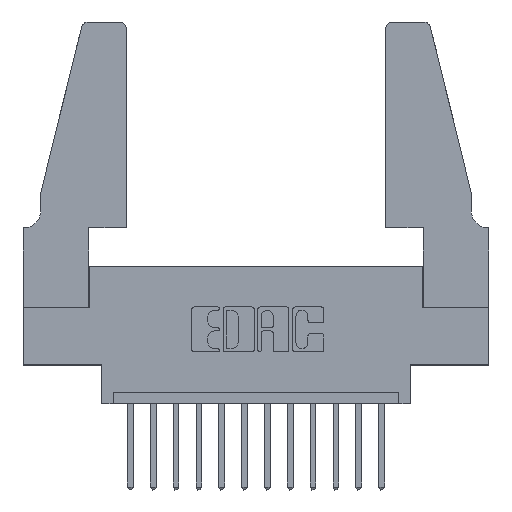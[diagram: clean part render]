
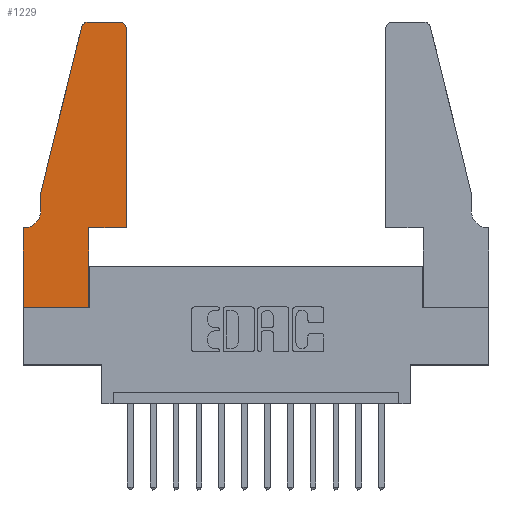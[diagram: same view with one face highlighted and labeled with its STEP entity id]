
A CAD part, top view. The second image highlights one B-rep face of the part: STEP entity #1229.
In plain terms, the highlighted planar face has unit normal (0, 0, 1).
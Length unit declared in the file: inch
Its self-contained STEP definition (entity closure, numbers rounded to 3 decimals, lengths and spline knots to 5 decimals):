
#310 = CARTESIAN_POINT ( 'NONE',  ( 0.0755, 0.5, 0.37 ) ) ;
#402 = EDGE_CURVE ( 'NONE', #14248, #7743, #9794, .T. ) ;
#546 = CARTESIAN_POINT ( 'NONE',  ( 0., 0., 0.37 ) ) ;
#550 = VECTOR ( 'NONE', #13825, 39.37008 ) ;
#587 = CARTESIAN_POINT ( 'NONE',  ( 0.2605, 1.25, 0.37 ) ) ;
#945 = CARTESIAN_POINT ( 'NONE',  ( 0.0755, 0.35, 0.37 ) ) ;
#953 = CARTESIAN_POINT ( 'NONE',  ( 0.0755, 0.42, 0.37 ) ) ;
#1123 = VERTEX_POINT ( 'NONE', #14722 ) ;
#1229 = ADVANCED_FACE ( 'NONE', ( #4010 ), #13946, .T. ) ;
#1422 = VECTOR ( 'NONE', #1886, 39.37008 ) ;
#1450 = ORIENTED_EDGE ( 'NONE', *, *, #15158, .T. ) ;
#1510 = VECTOR ( 'NONE', #10873, 39.37008 ) ;
#1630 = ORIENTED_EDGE ( 'NONE', *, *, #402, .T. ) ;
#1886 = DIRECTION ( 'NONE',  ( 0., 1., 0. ) ) ;
#2039 = ORIENTED_EDGE ( 'NONE', *, *, #2243, .T. ) ;
#2211 = LINE ( 'NONE', #945, #550 ) ;
#2243 = EDGE_CURVE ( 'NONE', #7743, #13871, #14011, .T. ) ;
#2250 = CARTESIAN_POINT ( 'NONE',  ( 0.284, 1.25, 0.37 ) ) ;
#2287 = EDGE_CURVE ( 'NONE', #3881, #1123, #3041, .T. ) ;
#2441 = EDGE_CURVE ( 'NONE', #8422, #8534, #6578, .T. ) ;
#2485 = EDGE_LOOP ( 'NONE', ( #13939, #1630, #2039, #15308, #3100, #3784, #1450, #9133, #12610, #9306, #7478, #13125 ) ) ;
#2715 = CARTESIAN_POINT ( 'NONE',  ( 0.25487, 1.22718, 0.37 ) ) ;
#2837 = AXIS2_PLACEMENT_3D ( 'NONE', #6126, #13173, #3756 ) ;
#3041 = CIRCLE ( 'NONE', #9727, 0.03 ) ;
#3100 = ORIENTED_EDGE ( 'NONE', *, *, #8408, .T. ) ;
#3418 = LINE ( 'NONE', #587, #12491 ) ;
#3756 = DIRECTION ( 'NONE',  ( 1., 0., 0. ) ) ;
#3784 = ORIENTED_EDGE ( 'NONE', *, *, #6454, .T. ) ;
#3836 = CARTESIAN_POINT ( 'NONE',  ( 0.0755, 0.5, 0.37 ) ) ;
#3881 = VERTEX_POINT ( 'NONE', #11287 ) ;
#4010 = FACE_OUTER_BOUND ( 'NONE', #2485, .T. ) ;
#4058 = EDGE_CURVE ( 'NONE', #5880, #3881, #14500, .T. ) ;
#4182 = CARTESIAN_POINT ( 'NONE',  ( 0.4505, 0.35, 0.37 ) ) ;
#4711 = VERTEX_POINT ( 'NONE', #7220 ) ;
#4846 = VECTOR ( 'NONE', #9179, 39.37008 ) ;
#5880 = VERTEX_POINT ( 'NONE', #12909 ) ;
#6126 = CARTESIAN_POINT ( 'NONE',  ( 0.284, 1.22, 0.37 ) ) ;
#6454 = EDGE_CURVE ( 'NONE', #13976, #7175, #2211, .T. ) ;
#6578 = LINE ( 'NONE', #546, #7297 ) ;
#6585 = VECTOR ( 'NONE', #7719, 39.37008 ) ;
#6848 = LINE ( 'NONE', #7785, #1422 ) ;
#6946 = LINE ( 'NONE', #4182, #6585 ) ;
#7017 = AXIS2_PLACEMENT_3D ( 'NONE', #9169, #8989, #8491 ) ;
#7175 = VERTEX_POINT ( 'NONE', #10585 ) ;
#7220 = CARTESIAN_POINT ( 'NONE',  ( 0.2865, 0.35, 0.37 ) ) ;
#7235 = CARTESIAN_POINT ( 'NONE',  ( 0.2865, 0., 0.37 ) ) ;
#7297 = VECTOR ( 'NONE', #13449, 39.37008 ) ;
#7403 = CARTESIAN_POINT ( 'NONE',  ( 0.4205, 1.22, 0.37 ) ) ;
#7478 = ORIENTED_EDGE ( 'NONE', *, *, #4058, .T. ) ;
#7719 = DIRECTION ( 'NONE',  ( 1., 0., 0. ) ) ;
#7743 = VERTEX_POINT ( 'NONE', #2715 ) ;
#7785 = CARTESIAN_POINT ( 'NONE',  ( 0.2865, 0.35, 0.37 ) ) ;
#8198 = CARTESIAN_POINT ( 'NONE',  ( 0., 0.35, 0.37 ) ) ;
#8408 = EDGE_CURVE ( 'NONE', #11635, #13976, #14069, .T. ) ;
#8422 = VERTEX_POINT ( 'NONE', #9447 ) ;
#8485 = CARTESIAN_POINT ( 'NONE',  ( 0., 0., 0.37 ) ) ;
#8491 = DIRECTION ( 'NONE',  ( -1., 0., 0. ) ) ;
#8534 = VERTEX_POINT ( 'NONE', #7235 ) ;
#8850 = EDGE_CURVE ( 'NONE', #13871, #11635, #10738, .T. ) ;
#8989 = DIRECTION ( 'NONE',  ( 0., 0., -1. ) ) ;
#9133 = ORIENTED_EDGE ( 'NONE', *, *, #2441, .T. ) ;
#9169 = CARTESIAN_POINT ( 'NONE',  ( 0.0055, 0.42, 0.37 ) ) ;
#9179 = DIRECTION ( 'NONE',  ( 0., 1., 0. ) ) ;
#9242 = DIRECTION ( 'NONE',  ( -0.239, -0.971, 0. ) ) ;
#9306 = ORIENTED_EDGE ( 'NONE', *, *, #10903, .T. ) ;
#9447 = CARTESIAN_POINT ( 'NONE',  ( 0., 0., 0.37 ) ) ;
#9727 = AXIS2_PLACEMENT_3D ( 'NONE', #7403, #9743, #13287 ) ;
#9743 = DIRECTION ( 'NONE',  ( 0., 0., 1. ) ) ;
#9794 = CIRCLE ( 'NONE', #2837, 0.03 ) ;
#10289 = LINE ( 'NONE', #8485, #1510 ) ;
#10585 = CARTESIAN_POINT ( 'NONE',  ( 0., 0.35, 0.37 ) ) ;
#10738 = LINE ( 'NONE', #310, #13475 ) ;
#10873 = DIRECTION ( 'NONE',  ( 0., -1., 0. ) ) ;
#10903 = EDGE_CURVE ( 'NONE', #4711, #5880, #6946, .T. ) ;
#10909 = EDGE_CURVE ( 'NONE', #1123, #14248, #3418, .T. ) ;
#11287 = CARTESIAN_POINT ( 'NONE',  ( 0.4505, 1.22, 0.37 ) ) ;
#11577 = EDGE_CURVE ( 'NONE', #8534, #4711, #6848, .T. ) ;
#11635 = VERTEX_POINT ( 'NONE', #953 ) ;
#12119 = CARTESIAN_POINT ( 'NONE',  ( 0.0055, 0.35, 0.37 ) ) ;
#12468 = DIRECTION ( 'NONE',  ( -1., 0., 0. ) ) ;
#12491 = VECTOR ( 'NONE', #12468, 39.37008 ) ;
#12610 = ORIENTED_EDGE ( 'NONE', *, *, #11577, .T. ) ;
#12775 = DIRECTION ( 'NONE',  ( 0., 0., 1. ) ) ;
#12784 = AXIS2_PLACEMENT_3D ( 'NONE', #8198, #12775, #15246 ) ;
#12909 = CARTESIAN_POINT ( 'NONE',  ( 0.4505, 0.35, 0.37 ) ) ;
#13125 = ORIENTED_EDGE ( 'NONE', *, *, #2287, .T. ) ;
#13173 = DIRECTION ( 'NONE',  ( 0., 0., 1. ) ) ;
#13256 = DIRECTION ( 'NONE',  ( 0., -1., 0. ) ) ;
#13287 = DIRECTION ( 'NONE',  ( 1., 0., 0. ) ) ;
#13449 = DIRECTION ( 'NONE',  ( 1., 0., 0. ) ) ;
#13475 = VECTOR ( 'NONE', #13256, 39.37008 ) ;
#13825 = DIRECTION ( 'NONE',  ( -1., 0., 0. ) ) ;
#13871 = VERTEX_POINT ( 'NONE', #3836 ) ;
#13939 = ORIENTED_EDGE ( 'NONE', *, *, #10909, .T. ) ;
#13946 = PLANE ( 'NONE',  #12784 ) ;
#13958 = CARTESIAN_POINT ( 'NONE',  ( 0.0755, 0.5, 0.37 ) ) ;
#13976 = VERTEX_POINT ( 'NONE', #12119 ) ;
#14011 = LINE ( 'NONE', #13958, #14925 ) ;
#14069 = CIRCLE ( 'NONE', #7017, 0.07 ) ;
#14248 = VERTEX_POINT ( 'NONE', #2250 ) ;
#14500 = LINE ( 'NONE', #15078, #4846 ) ;
#14722 = CARTESIAN_POINT ( 'NONE',  ( 0.4205, 1.25, 0.37 ) ) ;
#14925 = VECTOR ( 'NONE', #9242, 39.37008 ) ;
#15078 = CARTESIAN_POINT ( 'NONE',  ( 0.4505, 0.35, 0.37 ) ) ;
#15158 = EDGE_CURVE ( 'NONE', #7175, #8422, #10289, .T. ) ;
#15246 = DIRECTION ( 'NONE',  ( 1., 0., 0. ) ) ;
#15308 = ORIENTED_EDGE ( 'NONE', *, *, #8850, .T. ) ;
